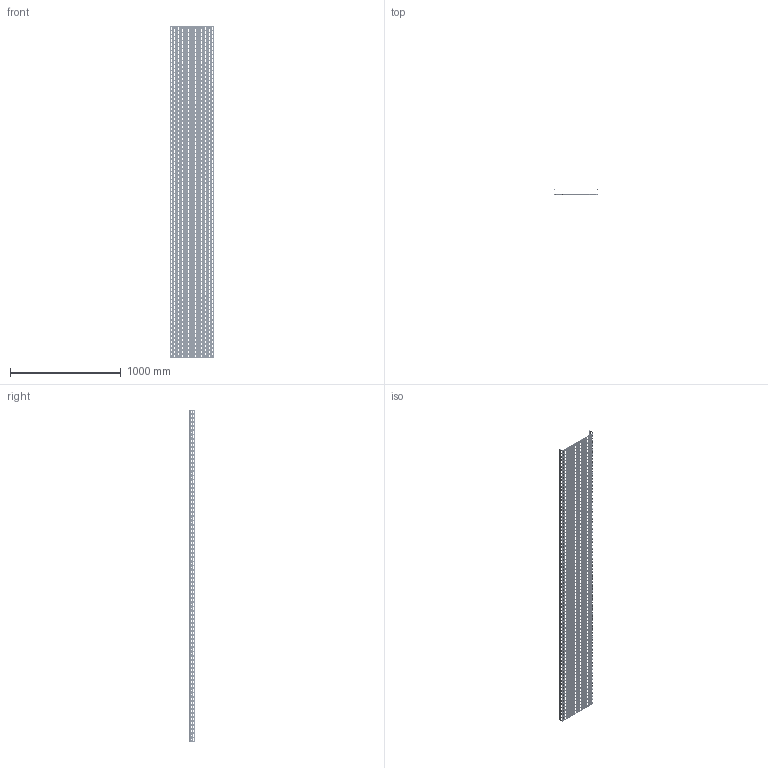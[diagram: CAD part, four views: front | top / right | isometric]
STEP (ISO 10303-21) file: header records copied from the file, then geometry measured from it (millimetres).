
FILE_DESCRIPTION(/* description */ (''),/* implementation_level */ '2;1');
FILE_NAME(/* name */ 'KCP400H50_3N.stp',/* time_stamp */ '2020-03-24T11:45:10+01:00',/* author */ ('stanislaw.luczak'),/* organization */ (''),/* preprocessor_version */ 'ST-DEVELOPER v18',/* originating_system */ 'Autodesk Inventor 2020',/* authorisation */ '');
FILE_SCHEMA (('AUTOMOTIVE_DESIGN { 1 0 10303 214 3 1 1 }'));
Products named in the file (1): KCP400H60
Bounding box: 400.41 x 49.97 x 3000 mm (x, y, z)
Volume: 1968178.5 mm3; surface area: 2754024.8 mm2
Topology: 1 solids, 1 shells, 5644 faces, 16862 edges, 11220 vertices
Faces by surface type: plane 2841, cylinder 2803
Entity records: 196841 total; most frequent: DIRECTION 33758, CARTESIAN_POINT 33727, ORIENTED_EDGE 33724, EDGE_CURVE 16862, LINE 11256, VECTOR 11256, AXIS2_PLACEMENT_3D 11251, VERTEX_POINT 11220
